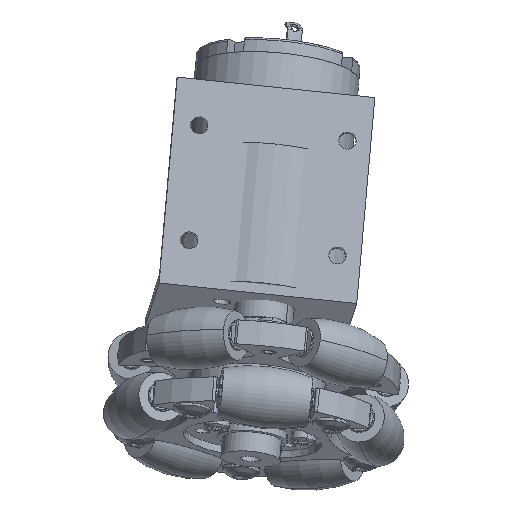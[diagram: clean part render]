
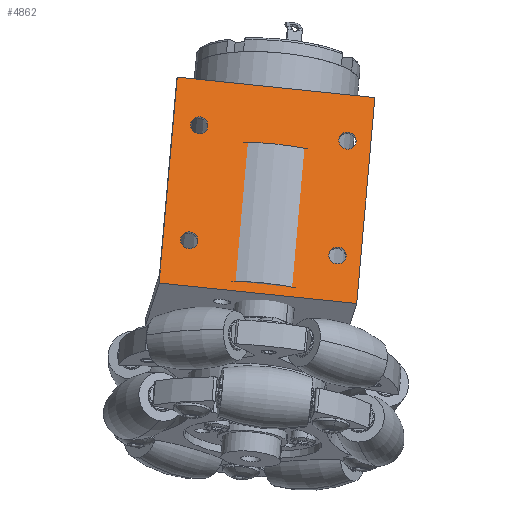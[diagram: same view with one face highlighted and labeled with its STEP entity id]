
A CAD part, front view. The second image highlights one B-rep face of the part: STEP entity #4862.
In plain terms, the highlighted face is planar.
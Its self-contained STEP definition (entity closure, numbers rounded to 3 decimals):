
#37 = VERTEX_POINT ( 'NONE', #17139 ) ;
#45 = CIRCLE ( 'NONE', #16573, 1.75 ) ;
#588 = CIRCLE ( 'NONE', #5515, 1.75 ) ;
#666 = VERTEX_POINT ( 'NONE', #7941 ) ;
#771 = EDGE_CURVE ( 'NONE', #17385, #37, #9605, .T. ) ;
#858 = EDGE_CURVE ( 'NONE', #37, #17385, #45, .T. ) ;
#1378 = DIRECTION ( 'NONE',  ( 1., 0., 0. ) ) ;
#1534 = FACE_BOUND ( 'NONE', #4931, .T. ) ;
#1753 = ORIENTED_EDGE ( 'NONE', *, *, #10801, .T. ) ;
#1942 = VERTEX_POINT ( 'NONE', #16586 ) ;
#2293 = CIRCLE ( 'NONE', #13888, 1.75 ) ;
#2612 = CARTESIAN_POINT ( 'NONE',  ( 15.285, -1., 10.25 ) ) ;
#2713 = CARTESIAN_POINT ( 'NONE',  ( 15.285, -1., 13.75 ) ) ;
#2746 = LINE ( 'NONE', #14183, #9229 ) ;
#2946 = DIRECTION ( 'NONE',  ( 0., 0., 1. ) ) ;
#2967 = VECTOR ( 'NONE', #11092, 1000. ) ;
#2985 = AXIS2_PLACEMENT_3D ( 'NONE', #17427, #5258, #17602 ) ;
#3237 = CARTESIAN_POINT ( 'NONE',  ( 20., -1., -21.5 ) ) ;
#3441 = CARTESIAN_POINT ( 'NONE',  ( -14.715, -1., 10.25 ) ) ;
#3560 = CARTESIAN_POINT ( 'NONE',  ( 15.285, -1., 12. ) ) ;
#3742 = CARTESIAN_POINT ( 'NONE',  ( -20., -1., 0. ) ) ;
#4121 = DIRECTION ( 'NONE',  ( 0., 1., 0. ) ) ;
#4275 = CARTESIAN_POINT ( 'NONE',  ( 15.285, -1., -13.75 ) ) ;
#4524 = EDGE_CURVE ( 'NONE', #666, #8311, #4995, .T. ) ;
#4862 = ADVANCED_FACE ( 'NONE', ( #12400, #5511, #11218, #1534, #12579 ), #9869, .F. ) ;
#4910 = DIRECTION ( 'NONE',  ( 0., 0., 1. ) ) ;
#4931 = EDGE_LOOP ( 'NONE', ( #10992, #15767 ) ) ;
#4954 = VERTEX_POINT ( 'NONE', #6061 ) ;
#4995 = LINE ( 'NONE', #17791, #15595 ) ;
#5203 = CARTESIAN_POINT ( 'NONE',  ( -14.715, -1., -12. ) ) ;
#5258 = DIRECTION ( 'NONE',  ( 0., 1., 0. ) ) ;
#5438 = EDGE_LOOP ( 'NONE', ( #11148, #1753 ) ) ;
#5511 = FACE_BOUND ( 'NONE', #5438, .T. ) ;
#5515 = AXIS2_PLACEMENT_3D ( 'NONE', #6263, #15971, #13248 ) ;
#5541 = CARTESIAN_POINT ( 'NONE',  ( -14.715, -1., -13.75 ) ) ;
#5575 = CARTESIAN_POINT ( 'NONE',  ( 15.285, -1., -12. ) ) ;
#6061 = CARTESIAN_POINT ( 'NONE',  ( -20., -1., 21.5 ) ) ;
#6123 = VERTEX_POINT ( 'NONE', #17863 ) ;
#6137 = VERTEX_POINT ( 'NONE', #2713 ) ;
#6263 = CARTESIAN_POINT ( 'NONE',  ( -14.715, -1., -12. ) ) ;
#6301 = CARTESIAN_POINT ( 'NONE',  ( 0., -1., 21.5 ) ) ;
#6312 = ORIENTED_EDGE ( 'NONE', *, *, #771, .T. ) ;
#6450 = DIRECTION ( 'NONE',  ( 0., 1., 0. ) ) ;
#7041 = CIRCLE ( 'NONE', #11374, 1.75 ) ;
#7504 = EDGE_CURVE ( 'NONE', #16851, #6137, #15210, .T. ) ;
#7716 = CIRCLE ( 'NONE', #17858, 1.75 ) ;
#7941 = CARTESIAN_POINT ( 'NONE',  ( 20., -1., 21.5 ) ) ;
#8311 = VERTEX_POINT ( 'NONE', #3237 ) ;
#8334 = DIRECTION ( 'NONE',  ( 0., 1., 0. ) ) ;
#9052 = EDGE_CURVE ( 'NONE', #1942, #12190, #7716, .T. ) ;
#9119 = EDGE_LOOP ( 'NONE', ( #9893, #15518, #13213, #10483 ) ) ;
#9125 = AXIS2_PLACEMENT_3D ( 'NONE', #3560, #6450, #4910 ) ;
#9130 = VERTEX_POINT ( 'NONE', #5541 ) ;
#9229 = VECTOR ( 'NONE', #1378, 1000. ) ;
#9605 = CIRCLE ( 'NONE', #11642, 1.75 ) ;
#9786 = CARTESIAN_POINT ( 'NONE',  ( 15.285, -1., 12. ) ) ;
#9869 = PLANE ( 'NONE',  #11536 ) ;
#9893 = ORIENTED_EDGE ( 'NONE', *, *, #15277, .F. ) ;
#9935 = DIRECTION ( 'NONE',  ( 0., 1., 0. ) ) ;
#10290 = EDGE_CURVE ( 'NONE', #4954, #6123, #16179, .T. ) ;
#10483 = ORIENTED_EDGE ( 'NONE', *, *, #4524, .F. ) ;
#10801 = EDGE_CURVE ( 'NONE', #12190, #1942, #13124, .T. ) ;
#10919 = DIRECTION ( 'NONE',  ( 0., 0., 1. ) ) ;
#10992 = ORIENTED_EDGE ( 'NONE', *, *, #17591, .T. ) ;
#11092 = DIRECTION ( 'NONE',  ( 0., 0., -1. ) ) ;
#11148 = ORIENTED_EDGE ( 'NONE', *, *, #9052, .T. ) ;
#11218 = FACE_BOUND ( 'NONE', #14727, .T. ) ;
#11374 = AXIS2_PLACEMENT_3D ( 'NONE', #5203, #12279, #16375 ) ;
#11536 = AXIS2_PLACEMENT_3D ( 'NONE', #15223, #8334, #13867 ) ;
#11642 = AXIS2_PLACEMENT_3D ( 'NONE', #16736, #4121, #10919 ) ;
#12190 = VERTEX_POINT ( 'NONE', #3441 ) ;
#12279 = DIRECTION ( 'NONE',  ( 0., 1., 0. ) ) ;
#12324 = DIRECTION ( 'NONE',  ( 0., 1., 0. ) ) ;
#12400 = FACE_BOUND ( 'NONE', #12831, .T. ) ;
#12501 = DIRECTION ( 'NONE',  ( 0., 0., 1. ) ) ;
#12523 = DIRECTION ( 'NONE',  ( 0., 1., 0. ) ) ;
#12579 = FACE_OUTER_BOUND ( 'NONE', #9119, .T. ) ;
#12702 = DIRECTION ( 'NONE',  ( 0., 0., 1. ) ) ;
#12831 = EDGE_LOOP ( 'NONE', ( #12874, #15596 ) ) ;
#12874 = ORIENTED_EDGE ( 'NONE', *, *, #16368, .T. ) ;
#13124 = CIRCLE ( 'NONE', #2985, 1.75 ) ;
#13213 = ORIENTED_EDGE ( 'NONE', *, *, #16107, .T. ) ;
#13248 = DIRECTION ( 'NONE',  ( 0., 0., 1. ) ) ;
#13340 = DIRECTION ( 'NONE',  ( 0., 0., -1. ) ) ;
#13867 = DIRECTION ( 'NONE',  ( 0., 0., 1. ) ) ;
#13888 = AXIS2_PLACEMENT_3D ( 'NONE', #9786, #12324, #12501 ) ;
#13968 = EDGE_CURVE ( 'NONE', #9130, #16565, #7041, .T. ) ;
#14183 = CARTESIAN_POINT ( 'NONE',  ( 0., -1., -21.5 ) ) ;
#14727 = EDGE_LOOP ( 'NONE', ( #15063, #6312 ) ) ;
#15063 = ORIENTED_EDGE ( 'NONE', *, *, #858, .T. ) ;
#15210 = CIRCLE ( 'NONE', #9125, 1.75 ) ;
#15223 = CARTESIAN_POINT ( 'NONE',  ( 0., -1., 0. ) ) ;
#15277 = EDGE_CURVE ( 'NONE', #4954, #666, #16104, .T. ) ;
#15518 = ORIENTED_EDGE ( 'NONE', *, *, #10290, .T. ) ;
#15595 = VECTOR ( 'NONE', #13340, 1000. ) ;
#15596 = ORIENTED_EDGE ( 'NONE', *, *, #7504, .T. ) ;
#15767 = ORIENTED_EDGE ( 'NONE', *, *, #13968, .T. ) ;
#15971 = DIRECTION ( 'NONE',  ( 0., 1., 0. ) ) ;
#16019 = DIRECTION ( 'NONE',  ( 1., 0., 0. ) ) ;
#16104 = LINE ( 'NONE', #6301, #16750 ) ;
#16107 = EDGE_CURVE ( 'NONE', #6123, #8311, #2746, .T. ) ;
#16179 = LINE ( 'NONE', #3742, #2967 ) ;
#16368 = EDGE_CURVE ( 'NONE', #6137, #16851, #2293, .T. ) ;
#16375 = DIRECTION ( 'NONE',  ( 0., 0., 1. ) ) ;
#16565 = VERTEX_POINT ( 'NONE', #17231 ) ;
#16573 = AXIS2_PLACEMENT_3D ( 'NONE', #5575, #9935, #2946 ) ;
#16586 = CARTESIAN_POINT ( 'NONE',  ( -14.715, -1., 13.75 ) ) ;
#16708 = CARTESIAN_POINT ( 'NONE',  ( -14.715, -1., 12. ) ) ;
#16736 = CARTESIAN_POINT ( 'NONE',  ( 15.285, -1., -12. ) ) ;
#16750 = VECTOR ( 'NONE', #16019, 1000. ) ;
#16851 = VERTEX_POINT ( 'NONE', #2612 ) ;
#17139 = CARTESIAN_POINT ( 'NONE',  ( 15.285, -1., -10.25 ) ) ;
#17231 = CARTESIAN_POINT ( 'NONE',  ( -14.715, -1., -10.25 ) ) ;
#17385 = VERTEX_POINT ( 'NONE', #4275 ) ;
#17427 = CARTESIAN_POINT ( 'NONE',  ( -14.715, -1., 12. ) ) ;
#17591 = EDGE_CURVE ( 'NONE', #16565, #9130, #588, .T. ) ;
#17602 = DIRECTION ( 'NONE',  ( 0., 0., 1. ) ) ;
#17791 = CARTESIAN_POINT ( 'NONE',  ( 20., -1., 0. ) ) ;
#17858 = AXIS2_PLACEMENT_3D ( 'NONE', #16708, #12523, #12702 ) ;
#17863 = CARTESIAN_POINT ( 'NONE',  ( -20., -1., -21.5 ) ) ;
